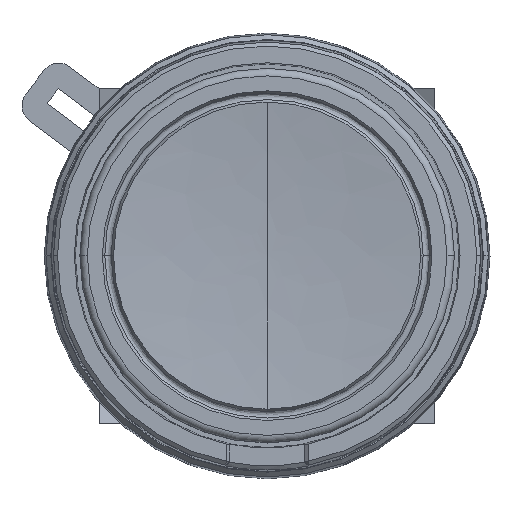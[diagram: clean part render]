
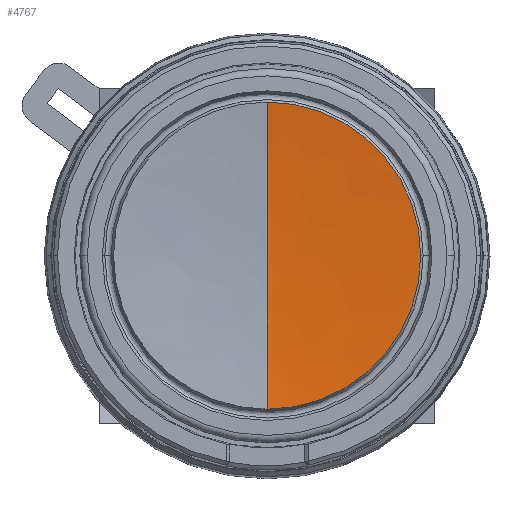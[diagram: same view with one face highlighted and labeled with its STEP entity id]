
A CAD part, top view. The second image highlights one B-rep face of the part: STEP entity #4767.
In plain terms, the highlighted free-form (B-spline) face has degree [3, 3] with [4, 4] control points.
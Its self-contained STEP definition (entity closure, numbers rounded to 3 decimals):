
#429 = CARTESIAN_POINT ( 'NONE',  ( 0., 8.2, 11.6 ) ) ;
#476 = CARTESIAN_POINT ( 'NONE',  ( 0., 0., 11.15 ) ) ;
#598 = EDGE_CURVE ( 'NONE', #4228, #4538, #5189, .T. ) ;
#725 = AXIS2_PLACEMENT_3D ( 'NONE', #4348, #6827, #1332 ) ;
#818 = EDGE_CURVE ( 'NONE', #4538, #1223, #2887, .T. ) ;
#1022 =( BOUNDED_SURFACE ( )  B_SPLINE_SURFACE ( 3, 3, ( 
 ( #429, #2852, #5306, #7792 ),
 ( #2263, #4694, #7175, #1667 ),
 ( #4087, #6568, #1075, #3484 ),
 ( #5971, #476, #2901, #5345 ) ),
 .UNSPECIFIED., .F., .F., .F. ) 
 B_SPLINE_SURFACE_WITH_KNOTS ( ( 4, 4 ),
 ( 4, 4 ),
 ( 0., 1. ),
 ( 0., 1. ),
 .UNSPECIFIED. ) 
 GEOMETRIC_REPRESENTATION_ITEM ( )  RATIONAL_B_SPLINE_SURFACE ( (
 ( 1., 0.333, 0.333, 1.),
 ( 0.999, 0.333, 0.333, 0.999),
 ( 0.999, 0.333, 0.333, 0.999),
 ( 1., 0.333, 0.333, 1.) ) ) 
 REPRESENTATION_ITEM ( '' )  SURFACE ( )  );
#1023 = DIRECTION ( 'NONE',  ( 0., 0., 1. ) ) ;
#1035 = DIRECTION ( 'NONE',  ( 0., 0., 1. ) ) ;
#1075 = CARTESIAN_POINT ( 'NONE',  ( 5.481, -2.74, 11.15 ) ) ;
#1223 = VERTEX_POINT ( 'NONE', #5995 ) ;
#1332 = DIRECTION ( 'NONE',  ( -1., 0., 0. ) ) ;
#1643 = DIRECTION ( 'NONE',  ( 0., 0., 1. ) ) ;
#1667 = CARTESIAN_POINT ( 'NONE',  ( 0., -5.476, 11.3 ) ) ;
#1682 = CIRCLE ( 'NONE', #5118, 75. ) ;
#1858 = AXIS2_PLACEMENT_3D ( 'NONE', #6518, #1023, #3429 ) ;
#1981 = CARTESIAN_POINT ( 'NONE',  ( 0., -8.2, 11.6 ) ) ;
#2263 = CARTESIAN_POINT ( 'NONE',  ( 0., 5.476, 11.3 ) ) ;
#2347 = AXIS2_PLACEMENT_3D ( 'NONE', #4668, #7147, #1643 ) ;
#2630 = ORIENTED_EDGE ( 'NONE', *, *, #4755, .F. ) ;
#2852 = CARTESIAN_POINT ( 'NONE',  ( 16.4, 8.2, 11.6 ) ) ;
#2887 = CIRCLE ( 'NONE', #1858, 8.2 ) ;
#2901 = CARTESIAN_POINT ( 'NONE',  ( 0., 0., 11.15 ) ) ;
#3429 = DIRECTION ( 'NONE',  ( -1., 0., 0. ) ) ;
#3444 = FACE_OUTER_BOUND ( 'NONE', #6064, .T. ) ;
#3484 = CARTESIAN_POINT ( 'NONE',  ( 0., -2.74, 11.15 ) ) ;
#3649 = ORIENTED_EDGE ( 'NONE', *, *, #598, .T. ) ;
#3792 = VERTEX_POINT ( 'NONE', #6470 ) ;
#4047 = CARTESIAN_POINT ( 'NONE',  ( 0., 0., 86.15 ) ) ;
#4087 = CARTESIAN_POINT ( 'NONE',  ( 0., 2.74, 11.15 ) ) ;
#4228 = VERTEX_POINT ( 'NONE', #1981 ) ;
#4348 = CARTESIAN_POINT ( 'NONE',  ( 0., 0., 11.6 ) ) ;
#4538 = VERTEX_POINT ( 'NONE', #7391 ) ;
#4668 = CARTESIAN_POINT ( 'NONE',  ( 0., 0., 86.15 ) ) ;
#4694 = CARTESIAN_POINT ( 'NONE',  ( 10.953, 5.476, 11.3 ) ) ;
#4755 = EDGE_CURVE ( 'NONE', #4228, #3792, #1682, .T. ) ;
#4767 = ADVANCED_FACE ( 'NONE', ( #3444 ), #1022, .T. ) ;
#5118 = AXIS2_PLACEMENT_3D ( 'NONE', #4047, #6530, #1035 ) ;
#5189 = CIRCLE ( 'NONE', #725, 8.2 ) ;
#5306 = CARTESIAN_POINT ( 'NONE',  ( 16.4, -8.2, 11.6 ) ) ;
#5345 = CARTESIAN_POINT ( 'NONE',  ( 0., 0., 11.15 ) ) ;
#5360 = EDGE_CURVE ( 'NONE', #1223, #3792, #6851, .T. ) ;
#5490 = ORIENTED_EDGE ( 'NONE', *, *, #5360, .T. ) ;
#5971 = CARTESIAN_POINT ( 'NONE',  ( 0., 0., 11.15 ) ) ;
#5995 = CARTESIAN_POINT ( 'NONE',  ( 0., 8.2, 11.6 ) ) ;
#6064 = EDGE_LOOP ( 'NONE', ( #2630, #3649, #6513, #5490 ) ) ;
#6470 = CARTESIAN_POINT ( 'NONE',  ( 0., 0., 11.15 ) ) ;
#6513 = ORIENTED_EDGE ( 'NONE', *, *, #818, .T. ) ;
#6518 = CARTESIAN_POINT ( 'NONE',  ( 0., 0., 11.6 ) ) ;
#6530 = DIRECTION ( 'NONE',  ( 1., 0., 0. ) ) ;
#6568 = CARTESIAN_POINT ( 'NONE',  ( 5.481, 2.74, 11.15 ) ) ;
#6827 = DIRECTION ( 'NONE',  ( 0., 0., 1. ) ) ;
#6851 = CIRCLE ( 'NONE', #2347, 75. ) ;
#7147 = DIRECTION ( 'NONE',  ( -1., 0., 0. ) ) ;
#7175 = CARTESIAN_POINT ( 'NONE',  ( 10.953, -5.476, 11.3 ) ) ;
#7391 = CARTESIAN_POINT ( 'NONE',  ( 8.2, 0., 11.6 ) ) ;
#7792 = CARTESIAN_POINT ( 'NONE',  ( 0., -8.2, 11.6 ) ) ;
